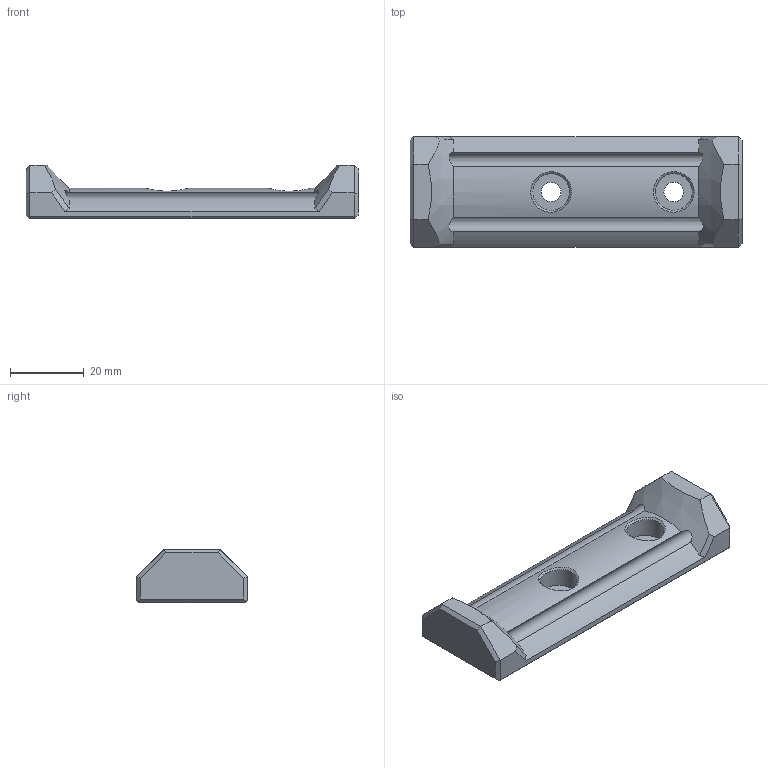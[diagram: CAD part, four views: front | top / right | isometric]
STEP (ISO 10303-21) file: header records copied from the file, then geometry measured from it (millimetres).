
FILE_DESCRIPTION(/* description */ (''),/* implementation_level */ '2;1');
FILE_NAME(/* name */ '3030_spool_holder.step',/* time_stamp */ '2022-06-24T11:44:54+01:00',/* author */ (''),/* organization */ (''),/* preprocessor_version */ 'ST-DEVELOPER v19',/* originating_system */ 'Autodesk Translation Framework v11.7.0.108',/* authorisation */ '');
FILE_SCHEMA (('AUTOMOTIVE_DESIGN { 1 0 10303 214 3 1 1 }'));
Length unit declared in the file: millimetre
Products named in the file (1): 3030_spool_holder
Bounding box: 90 x 30 x 14.5 mm (x, y, z)
Volume: 17260.6 mm3; surface area: 8392.1 mm2
Topology: 1 solids, 1 shells, 54 faces, 139 edges, 88 vertices
Faces by surface type: plane 33, cylinder 9, cone 6, bspline 6
Full cylindrical faces by diameter (mm): 4.3 x2, 5.3 x2, 10 x2
Entity records: 2085 total; most frequent: CARTESIAN_POINT 784, ORIENTED_EDGE 278, DIRECTION 229, EDGE_CURVE 139, VERTEX_POINT 88, LINE 83, VECTOR 83, AXIS2_PLACEMENT_3D 73
